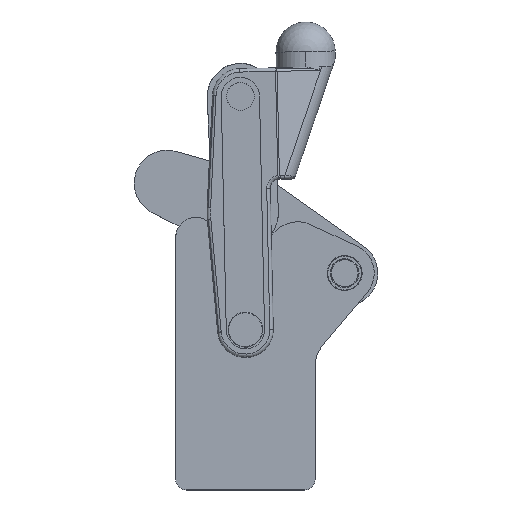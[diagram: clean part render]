
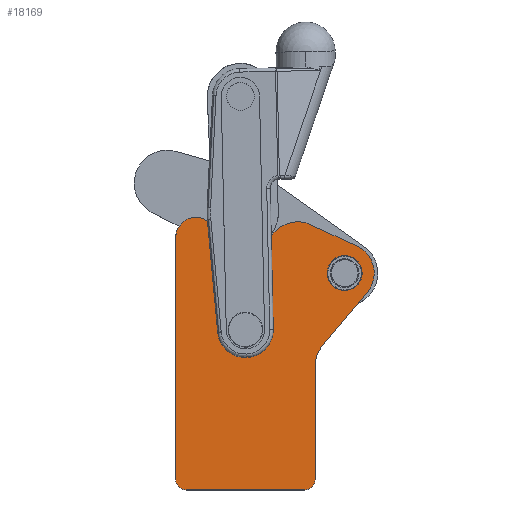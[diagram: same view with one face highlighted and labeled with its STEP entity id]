
A CAD part, top view. The second image highlights one B-rep face of the part: STEP entity #18169.
In plain terms, the highlighted planar face has unit normal (0, 0, 1).
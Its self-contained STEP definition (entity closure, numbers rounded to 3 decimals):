
#5727=CARTESIAN_POINT('',(153.252,-12.792,98.095));
#5728=VERTEX_POINT('',#5727);
#5737=CARTESIAN_POINT('',(173.352,-12.792,98.095));
#5738=VERTEX_POINT('',#5737);
#5739=CARTESIAN_POINT('',(163.302,-12.792,98.095));
#5740=DIRECTION('',(0.0,0.0,-1.0));
#5741=DIRECTION('',(-1.0,0.0,0.0));
#5742=AXIS2_PLACEMENT_3D('',#5739,#5740,#5741);
#5743=CIRCLE('',#5742,10.05);
#5744=EDGE_CURVE('',#5738,#5728,#5743,.T.);
#13100=CARTESIAN_POINT('',(115.146,3.912,98.095));
#13101=VERTEX_POINT('',#13100);
#13102=CARTESIAN_POINT('',(121.236,4.044,98.095));
#13103=VERTEX_POINT('',#13102);
#13104=CARTESIAN_POINT('',(115.146,3.912,98.095));
#13105=DIRECTION('',(1.,0.022,0.0));
#13106=VECTOR('',#13105,6.091);
#13107=LINE('',#13104,#13106);
#13108=EDGE_CURVE('',#13101,#13103,#13107,.T.);
#13117=CARTESIAN_POINT('',(97.675,3.532,98.095));
#13118=VERTEX_POINT('',#13117);
#13125=CARTESIAN_POINT('',(85.779,3.274,98.095));
#13126=VERTEX_POINT('',#13125);
#13127=CARTESIAN_POINT('',(85.779,3.274,98.095));
#13128=DIRECTION('',(1.,0.022,0.0));
#13129=VECTOR('',#13128,11.899);
#13130=LINE('',#13127,#13129);
#13131=EDGE_CURVE('',#13126,#13118,#13130,.T.);
#16666=CARTESIAN_POINT('',(122.299,-44.945,98.095));
#16667=VERTEX_POINT('',#16666);
#16674=CARTESIAN_POINT('',(121.236,4.044,98.095));
#16675=DIRECTION('',(0.022,-1.,0.0));
#16676=VECTOR('',#16675,49.);
#16677=LINE('',#16674,#16676);
#16678=EDGE_CURVE('',#13103,#16667,#16677,.T.);
#16892=CARTESIAN_POINT('',(90.369,-46.754,98.095));
#16893=VERTEX_POINT('',#16892);
#16905=CARTESIAN_POINT('',(90.369,-46.754,98.095));
#16906=DIRECTION('',(-0.091,0.996,0.0));
#16907=VECTOR('',#16906,50.238);
#16908=LINE('',#16905,#16907);
#16909=EDGE_CURVE('',#16893,#13126,#16908,.T.);
#16964=CARTESIAN_POINT('',(106.302,-45.292,98.095));
#16965=DIRECTION('',(0.,0.,-1.0));
#16966=DIRECTION('',(-1.,-0.022,0.));
#16967=AXIS2_PLACEMENT_3D('',#16964,#16965,#16966);
#16968=CIRCLE('',#16967,16.);
#16969=EDGE_CURVE('',#16667,#16893,#16968,.T.);
#17825=CARTESIAN_POINT('',(163.302,-12.792,98.095));
#17826=DIRECTION('',(0.0,0.0,-1.0));
#17827=DIRECTION('',(-1.0,0.0,0.0));
#17828=AXIS2_PLACEMENT_3D('',#17825,#17826,#17827);
#17829=CIRCLE('',#17828,10.05);
#17830=EDGE_CURVE('',#5728,#5738,#17829,.T.);
#17840=CARTESIAN_POINT('',(146.302,-131.292,98.095));
#17841=VERTEX_POINT('',#17840);
#17842=CARTESIAN_POINT('',(140.302,-137.292,98.095));
#17843=VERTEX_POINT('',#17842);
#17844=CARTESIAN_POINT('',(140.302,-131.292,98.095));
#17845=DIRECTION('',(0.0,0.0,-1.0));
#17846=DIRECTION('',(0.0,1.0,0.0));
#17847=AXIS2_PLACEMENT_3D('',#17844,#17845,#17846);
#17848=CIRCLE('',#17847,6.);
#17849=EDGE_CURVE('',#17841,#17843,#17848,.T.);
#17872=CARTESIAN_POINT('',(72.302,-137.292,98.095));
#17873=VERTEX_POINT('',#17872);
#17874=CARTESIAN_POINT('',(140.302,-137.292,98.095));
#17875=DIRECTION('',(-1.0,0.0,0.0));
#17876=VECTOR('',#17875,68.);
#17877=LINE('',#17874,#17876);
#17878=EDGE_CURVE('',#17843,#17873,#17877,.T.);
#17896=CARTESIAN_POINT('',(66.302,-131.292,98.095));
#17897=VERTEX_POINT('',#17896);
#17898=CARTESIAN_POINT('',(72.302,-131.292,98.095));
#17899=DIRECTION('',(0.0,0.0,-1.0));
#17900=DIRECTION('',(1.0,0.0,0.0));
#17901=AXIS2_PLACEMENT_3D('',#17898,#17899,#17900);
#17902=CIRCLE('',#17901,6.);
#17903=EDGE_CURVE('',#17873,#17897,#17902,.T.);
#17921=CARTESIAN_POINT('',(66.302,7.708,98.095));
#17922=VERTEX_POINT('',#17921);
#17923=CARTESIAN_POINT('',(66.302,-131.292,98.095));
#17924=DIRECTION('',(0.0,1.0,0.0));
#17925=VECTOR('',#17924,139.0);
#17926=LINE('',#17923,#17925);
#17927=EDGE_CURVE('',#17897,#17922,#17926,.T.);
#17945=CARTESIAN_POINT('',(88.104,12.819,98.095));
#17946=VERTEX_POINT('',#17945);
#17947=CARTESIAN_POINT('',(77.802,7.708,98.095));
#17948=DIRECTION('',(0.0,0.0,-1.));
#17949=DIRECTION('',(-0.896,-0.444,0.0));
#17950=AXIS2_PLACEMENT_3D('',#17947,#17948,#17949);
#17951=CIRCLE('',#17950,11.5);
#17952=EDGE_CURVE('',#17922,#17946,#17951,.T.);
#17971=CARTESIAN_POINT('',(106.02,21.708,98.095));
#17972=DIRECTION('',(0.0,0.0,1.));
#17973=DIRECTION('',(-0.896,-0.444,0.0));
#17974=AXIS2_PLACEMENT_3D('',#17971,#17972,#17973);
#17975=CIRCLE('',#17974,20.);
#17976=EDGE_CURVE('',#17946,#13118,#17975,.T.);
#17979=CARTESIAN_POINT('',(121.942,9.604,98.095));
#17980=VERTEX_POINT('',#17979);
#17981=CARTESIAN_POINT('',(106.02,21.708,98.095));
#17982=DIRECTION('',(0.0,0.0,1.));
#17983=DIRECTION('',(-0.896,-0.444,0.0));
#17984=AXIS2_PLACEMENT_3D('',#17981,#17982,#17983);
#17985=CIRCLE('',#17984,20.);
#17986=EDGE_CURVE('',#13101,#17980,#17985,.T.);
#18004=CARTESIAN_POINT('',(143.878,15.023,98.095));
#18005=VERTEX_POINT('',#18004);
#18006=CARTESIAN_POINT('',(136.271,-1.29,98.095));
#18007=DIRECTION('',(0.0,0.0,-1.));
#18008=DIRECTION('',(-0.423,-0.906,0.0));
#18009=AXIS2_PLACEMENT_3D('',#18006,#18007,#18008);
#18010=CIRCLE('',#18009,18.);
#18011=EDGE_CURVE('',#17980,#18005,#18010,.T.);
#18029=CARTESIAN_POINT('',(170.487,2.615,98.095));
#18030=VERTEX_POINT('',#18029);
#18031=CARTESIAN_POINT('',(143.878,15.023,98.095));
#18032=DIRECTION('',(0.906,-0.423,0.0));
#18033=VECTOR('',#18032,29.36);
#18034=LINE('',#18031,#18033);
#18035=EDGE_CURVE('',#18005,#18030,#18034,.T.);
#18053=CARTESIAN_POINT('',(176.325,-23.719,98.095));
#18054=VERTEX_POINT('',#18053);
#18055=CARTESIAN_POINT('',(163.302,-12.792,98.095));
#18056=DIRECTION('',(0.0,0.0,-1.0));
#18057=DIRECTION('',(-0.766,0.643,0.0));
#18058=AXIS2_PLACEMENT_3D('',#18055,#18056,#18057);
#18059=CIRCLE('',#18058,17.0);
#18060=EDGE_CURVE('',#18030,#18054,#18059,.T.);
#18078=CARTESIAN_POINT('',(150.514,-54.48,98.095));
#18079=VERTEX_POINT('',#18078);
#18080=CARTESIAN_POINT('',(176.325,-23.719,98.095));
#18081=DIRECTION('',(-0.643,-0.766,0.0));
#18082=VECTOR('',#18081,40.156);
#18083=LINE('',#18080,#18082);
#18084=EDGE_CURVE('',#18054,#18079,#18083,.T.);
#18103=CARTESIAN_POINT('',(146.302,-66.05,98.095));
#18104=VERTEX_POINT('',#18103);
#18105=CARTESIAN_POINT('',(164.302,-66.05,98.095));
#18106=DIRECTION('',(0.0,0.0,1.0));
#18107=DIRECTION('',(-0.766,0.643,0.0));
#18108=AXIS2_PLACEMENT_3D('',#18105,#18106,#18107);
#18109=CIRCLE('',#18108,18.);
#18110=EDGE_CURVE('',#18079,#18104,#18109,.T.);
#18128=CARTESIAN_POINT('',(146.302,-66.05,98.095));
#18129=DIRECTION('',(0.0,-1.0,0.0));
#18130=VECTOR('',#18129,65.241);
#18131=LINE('',#18128,#18130);
#18132=EDGE_CURVE('',#18104,#17841,#18131,.T.);
#18140=CARTESIAN_POINT('',(112.696,-56.411,98.095));
#18141=DIRECTION('',(0.0,0.0,1.0));
#18142=DIRECTION('',(1.0,0.0,0.0));
#18143=AXIS2_PLACEMENT_3D('',#18140,#18141,#18142);
#18144=PLANE('',#18143);
#18145=ORIENTED_EDGE('',*,*,#13131,.T.);
#18146=ORIENTED_EDGE('',*,*,#17976,.F.);
#18147=ORIENTED_EDGE('',*,*,#17952,.F.);
#18148=ORIENTED_EDGE('',*,*,#17927,.F.);
#18149=ORIENTED_EDGE('',*,*,#17903,.F.);
#18150=ORIENTED_EDGE('',*,*,#17878,.F.);
#18151=ORIENTED_EDGE('',*,*,#17849,.F.);
#18152=ORIENTED_EDGE('',*,*,#18132,.F.);
#18153=ORIENTED_EDGE('',*,*,#18110,.F.);
#18154=ORIENTED_EDGE('',*,*,#18084,.F.);
#18155=ORIENTED_EDGE('',*,*,#18060,.F.);
#18156=ORIENTED_EDGE('',*,*,#18035,.F.);
#18157=ORIENTED_EDGE('',*,*,#18011,.F.);
#18158=ORIENTED_EDGE('',*,*,#17986,.F.);
#18159=ORIENTED_EDGE('',*,*,#13108,.T.);
#18160=ORIENTED_EDGE('',*,*,#16678,.T.);
#18161=ORIENTED_EDGE('',*,*,#16969,.T.);
#18162=ORIENTED_EDGE('',*,*,#16909,.T.);
#18163=EDGE_LOOP('',(#18145,#18146,#18147,#18148,#18149,#18150,#18151,#18152,#18153,#18154,#18155,#18156,#18157,#18158,#18159,#18160,#18161,#18162));
#18164=FACE_OUTER_BOUND('',#18163,.T.);
#18165=ORIENTED_EDGE('',*,*,#5744,.T.);
#18166=ORIENTED_EDGE('',*,*,#17830,.T.);
#18167=EDGE_LOOP('',(#18165,#18166));
#18168=FACE_BOUND('',#18167,.T.);
#18169=ADVANCED_FACE('',(#18164,#18168),#18144,.T.);
